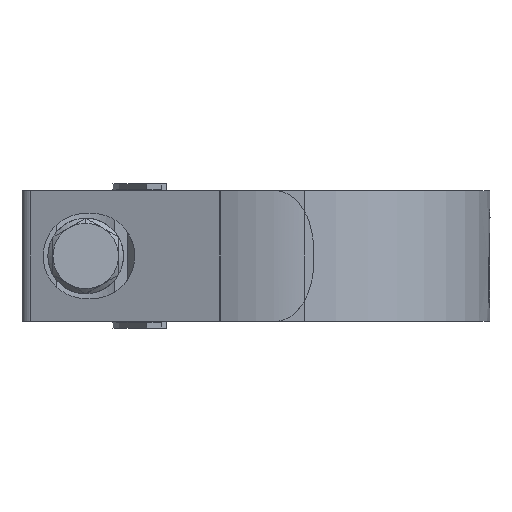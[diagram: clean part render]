
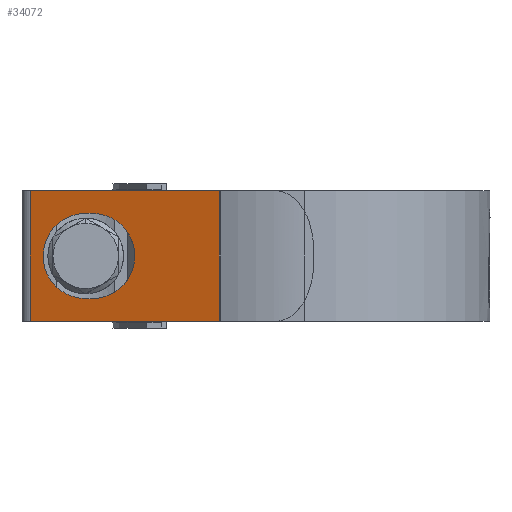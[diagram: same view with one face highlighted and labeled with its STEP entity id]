
A CAD part, left-side view. The second image highlights one B-rep face of the part: STEP entity #34072.
In plain terms, the highlighted planar face has unit normal (-0.947, 0.322, 0).
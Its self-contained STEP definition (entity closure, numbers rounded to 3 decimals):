
#635 = CARTESIAN_POINT ( 'NONE',  ( -26.424, 12.923, -6.5 ) ) ;
#804 = LINE ( 'NONE', #635, #22537 ) ;
#923 = FACE_BOUND ( 'NONE', #5926, .T. ) ;
#1327 = EDGE_CURVE ( 'NONE', #10105, #3917, #9868, .T. ) ;
#1411 = CARTESIAN_POINT ( 'NONE',  ( -26.424, 12.923, 10. ) ) ;
#2734 = CARTESIAN_POINT ( 'NONE',  ( -26.424, 12.923, 10. ) ) ;
#3383 = VERTEX_POINT ( 'NONE', #14645 ) ;
#3730 = EDGE_CURVE ( 'NONE', #33405, #10105, #16934, .T. ) ;
#3917 = VERTEX_POINT ( 'NONE', #7235 ) ;
#4211 = DIRECTION ( 'NONE',  ( -0.322, -0.947, 0. ) ) ;
#5168 = ORIENTED_EDGE ( 'NONE', *, *, #34509, .F. ) ;
#5923 = CARTESIAN_POINT ( 'NONE',  ( -24.238, 19.348, -6.5 ) ) ;
#5926 = EDGE_LOOP ( 'NONE', ( #18179, #28890, #10650, #20824 ) ) ;
#6103 = DIRECTION ( 'NONE',  ( -0.322, -0.947, 0. ) ) ;
#6528 = CARTESIAN_POINT ( 'NONE',  ( -26.424, 12.923, 10. ) ) ;
#6946 = CARTESIAN_POINT ( 'NONE',  ( -15.051, 46.348, 6.5 ) ) ;
#7235 = CARTESIAN_POINT ( 'NONE',  ( -26.424, 12.923, -10. ) ) ;
#7421 = VERTEX_POINT ( 'NONE', #25518 ) ;
#7941 = CARTESIAN_POINT ( 'NONE',  ( -26.424, 12.923, 6.5 ) ) ;
#8573 = LINE ( 'NONE', #2734, #31192 ) ;
#8844 = CARTESIAN_POINT ( 'NONE',  ( -24.238, 19.348, 6.5 ) ) ;
#8970 = CARTESIAN_POINT ( 'NONE',  ( -16.604, 41.785, 10. ) ) ;
#9856 = CARTESIAN_POINT ( 'NONE',  ( -19.474, 33.348, 6.5 ) ) ;
#9868 = LINE ( 'NONE', #27507, #13774 ) ;
#10105 = VERTEX_POINT ( 'NONE', #23669 ) ;
#10650 = ORIENTED_EDGE ( 'NONE', *, *, #17371, .F. ) ;
#10849 = CARTESIAN_POINT ( 'NONE',  ( -19.815, 32.348, -6.5 ) ) ;
#11459 = VERTEX_POINT ( 'NONE', #22337 ) ;
#11759 = VERTEX_POINT ( 'NONE', #23403 ) ;
#12701 = EDGE_CURVE ( 'NONE', #26783, #3917, #31476, .T. ) ;
#13084 =( BOUNDED_CURVE ( )  B_SPLINE_CURVE ( 3, ( #9856, #6946, #21185, #32246 ),
 .UNSPECIFIED., .F., .T. ) 
 B_SPLINE_CURVE_WITH_KNOTS ( ( 4, 4 ),
 ( 1.571, 4.712 ),
 .UNSPECIFIED. ) 
 CURVE ( )  GEOMETRIC_REPRESENTATION_ITEM ( )  RATIONAL_B_SPLINE_CURVE ( ( 1., 0.333, 0.333, 1. ) ) 
 REPRESENTATION_ITEM ( '' )  );
#13515 = DIRECTION ( 'NONE',  ( 0., 0., -1. ) ) ;
#13774 = VECTOR ( 'NONE', #4211, 1000. ) ;
#14645 = CARTESIAN_POINT ( 'NONE',  ( -19.815, 32.348, -6.5 ) ) ;
#15386 = EDGE_LOOP ( 'NONE', ( #30575, #28540, #5168, #28877 ) ) ;
#16683 = AXIS2_PLACEMENT_3D ( 'NONE', #34279, #28825, #35543 ) ;
#16934 = LINE ( 'NONE', #20038, #34722 ) ;
#16966 = DIRECTION ( 'NONE',  ( -0.322, -0.947, 0. ) ) ;
#17371 = EDGE_CURVE ( 'NONE', #11759, #7421, #13084, .T. ) ;
#18179 = ORIENTED_EDGE ( 'NONE', *, *, #19366, .F. ) ;
#19034 = VECTOR ( 'NONE', #29639, 1000. ) ;
#19366 = EDGE_CURVE ( 'NONE', #3383, #11459, #20781, .T. ) ;
#20038 = CARTESIAN_POINT ( 'NONE',  ( -16.604, 41.785, 10. ) ) ;
#20781 =( BOUNDED_CURVE ( )  B_SPLINE_CURVE ( 3, ( #10849, #5923, #8844, #36006 ),
 .UNSPECIFIED., .F., .F. ) 
 B_SPLINE_CURVE_WITH_KNOTS ( ( 4, 4 ),
 ( 4.712, 7.854 ),
 .UNSPECIFIED. ) 
 CURVE ( )  GEOMETRIC_REPRESENTATION_ITEM ( )  RATIONAL_B_SPLINE_CURVE ( ( 1., 0.333, 0.333, 1. ) ) 
 REPRESENTATION_ITEM ( '' )  );
#20824 = ORIENTED_EDGE ( 'NONE', *, *, #35835, .F. ) ;
#21185 = CARTESIAN_POINT ( 'NONE',  ( -15.051, 46.348, -6.5 ) ) ;
#22337 = CARTESIAN_POINT ( 'NONE',  ( -19.815, 32.348, 6.5 ) ) ;
#22537 = VECTOR ( 'NONE', #6103, 1000. ) ;
#23204 = PLANE ( 'NONE',  #16683 ) ;
#23403 = CARTESIAN_POINT ( 'NONE',  ( -19.474, 33.348, 6.5 ) ) ;
#23554 = FACE_OUTER_BOUND ( 'NONE', #15386, .T. ) ;
#23669 = CARTESIAN_POINT ( 'NONE',  ( -16.604, 41.785, -10. ) ) ;
#24988 = VECTOR ( 'NONE', #28762, 1000. ) ;
#25518 = CARTESIAN_POINT ( 'NONE',  ( -19.474, 33.348, -6.5 ) ) ;
#26783 = VERTEX_POINT ( 'NONE', #1411 ) ;
#27507 = CARTESIAN_POINT ( 'NONE',  ( -26.424, 12.923, -10. ) ) ;
#28540 = ORIENTED_EDGE ( 'NONE', *, *, #12701, .F. ) ;
#28762 = DIRECTION ( 'NONE',  ( 0., 0., -1. ) ) ;
#28825 = DIRECTION ( 'NONE',  ( 0.947, -0.322, 0. ) ) ;
#28877 = ORIENTED_EDGE ( 'NONE', *, *, #3730, .T. ) ;
#28890 = ORIENTED_EDGE ( 'NONE', *, *, #29880, .F. ) ;
#29639 = DIRECTION ( 'NONE',  ( 0.322, 0.947, 0. ) ) ;
#29880 = EDGE_CURVE ( 'NONE', #7421, #3383, #804, .T. ) ;
#30575 = ORIENTED_EDGE ( 'NONE', *, *, #1327, .T. ) ;
#31192 = VECTOR ( 'NONE', #16966, 1000. ) ;
#31476 = LINE ( 'NONE', #6528, #24988 ) ;
#32246 = CARTESIAN_POINT ( 'NONE',  ( -19.474, 33.348, -6.5 ) ) ;
#33405 = VERTEX_POINT ( 'NONE', #8970 ) ;
#34072 = ADVANCED_FACE ( 'NONE', ( #23554, #923 ), #23204, .F. ) ;
#34279 = CARTESIAN_POINT ( 'NONE',  ( -26.424, 12.923, 10. ) ) ;
#34509 = EDGE_CURVE ( 'NONE', #33405, #26783, #8573, .T. ) ;
#34722 = VECTOR ( 'NONE', #13515, 1000. ) ;
#35543 = DIRECTION ( 'NONE',  ( 0.322, 0.947, 0. ) ) ;
#35645 = LINE ( 'NONE', #7941, #19034 ) ;
#35835 = EDGE_CURVE ( 'NONE', #11459, #11759, #35645, .T. ) ;
#36006 = CARTESIAN_POINT ( 'NONE',  ( -19.815, 32.348, 6.5 ) ) ;
